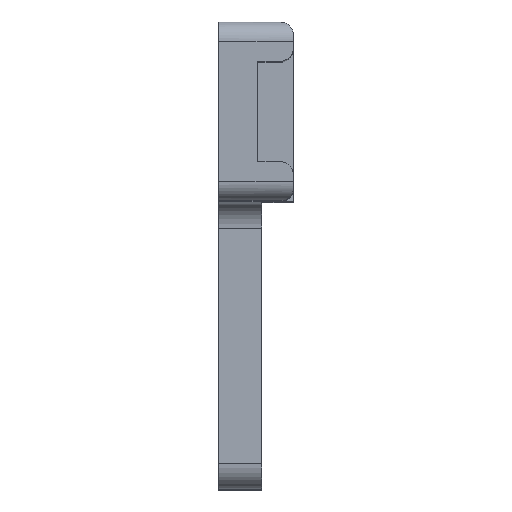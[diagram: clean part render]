
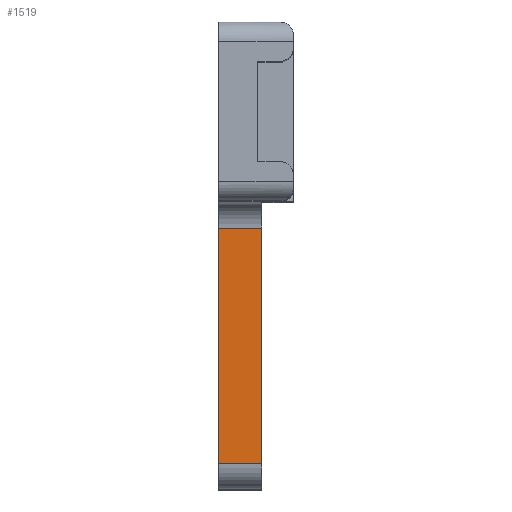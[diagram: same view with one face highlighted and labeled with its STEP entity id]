
A CAD part, top view. The second image highlights one B-rep face of the part: STEP entity #1519.
In plain terms, the highlighted planar face has unit normal (0, 0, 1).
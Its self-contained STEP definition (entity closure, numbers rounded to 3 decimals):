
#64=PLANE('',#1627);
#109=FACE_OUTER_BOUND('',#195,.T.);
#195=EDGE_LOOP('',(#1055,#1056,#1057,#1058));
#303=LINE('',#2302,#445);
#306=LINE('',#2315,#448);
#307=LINE('',#2318,#449);
#308=LINE('',#2319,#450);
#445=VECTOR('',#1812,10.);
#448=VECTOR('',#1825,10.);
#449=VECTOR('',#1828,10.);
#450=VECTOR('',#1829,10.);
#663=VERTEX_POINT('',#2299);
#664=VERTEX_POINT('',#2301);
#669=VERTEX_POINT('',#2313);
#670=VERTEX_POINT('',#2317);
#812=EDGE_CURVE('',#663,#664,#303,.T.);
#819=EDGE_CURVE('',#664,#669,#306,.T.);
#820=EDGE_CURVE('',#670,#663,#307,.T.);
#821=EDGE_CURVE('',#670,#669,#308,.T.);
#1055=ORIENTED_EDGE('',*,*,#819,.F.);
#1056=ORIENTED_EDGE('',*,*,#812,.F.);
#1057=ORIENTED_EDGE('',*,*,#820,.F.);
#1058=ORIENTED_EDGE('',*,*,#821,.T.);
#1519=ADVANCED_FACE('',(#109),#64,.T.);
#1627=AXIS2_PLACEMENT_3D('',#2316,#1826,#1827);
#1812=DIRECTION('',(0.,-1.,0.));
#1825=DIRECTION('',(-1.,0.,0.));
#1826=DIRECTION('center_axis',(0.,0.,
1.));
#1827=DIRECTION('ref_axis',(0.,-1.,0.));
#1828=DIRECTION('',(1.,0.,0.));
#1829=DIRECTION('',(0.,-1.,0.));
#2299=CARTESIAN_POINT('',(0.077,30.625,27.2));
#2301=CARTESIAN_POINT('',(0.077,12.625,27.2));
#2302=CARTESIAN_POINT('',(0.077,24.875,27.2));
#2313=CARTESIAN_POINT('',(-3.223,12.625,27.2));
#2315=CARTESIAN_POINT('',(-3.223,12.625,27.2));
#2316=CARTESIAN_POINT('Origin',(-3.223,32.625,27.2));
#2317=CARTESIAN_POINT('',(-3.223,30.625,27.2));
#2318=CARTESIAN_POINT('',(-0.363,30.625,27.2));
#2319=CARTESIAN_POINT('',(-3.223,24.875,27.2));
